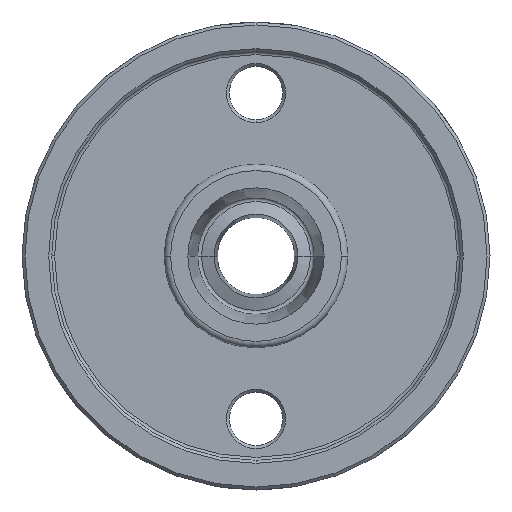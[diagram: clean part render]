
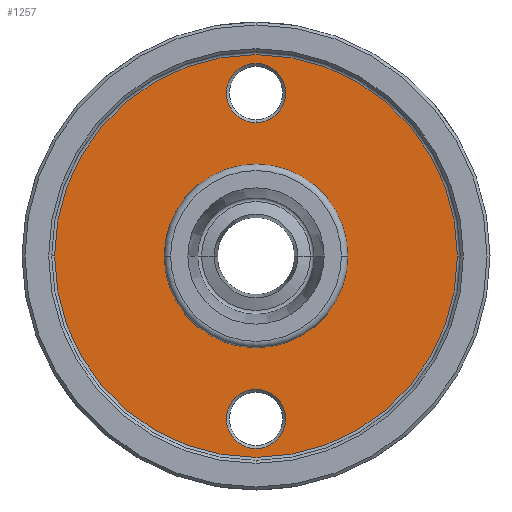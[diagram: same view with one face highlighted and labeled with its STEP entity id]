
A CAD part, front view. The second image highlights one B-rep face of the part: STEP entity #1257.
In plain terms, the highlighted planar face has unit normal (0, -1, 0).
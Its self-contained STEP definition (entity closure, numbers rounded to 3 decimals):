
#53 = DIRECTION ( 'NONE',  ( 1., 0., 0. ) ) ;
#75 = DIRECTION ( 'NONE',  ( 0., 1., 0. ) ) ;
#89 = ORIENTED_EDGE ( 'NONE', *, *, #1454, .T. ) ;
#96 = CARTESIAN_POINT ( 'NONE',  ( 39.5, 5., 27.5 ) ) ;
#128 = DIRECTION ( 'NONE',  ( 1., 0., 0. ) ) ;
#131 = DIRECTION ( 'NONE',  ( 0., 1., 0. ) ) ;
#137 = CARTESIAN_POINT ( 'NONE',  ( 39.5, 5., -27.5 ) ) ;
#138 = VERTEX_POINT ( 'NONE', #1202 ) ;
#143 = EDGE_CURVE ( 'NONE', #1633, #1166, #380, .T. ) ;
#174 = EDGE_CURVE ( 'NONE', #1597, #1328, #281, .T. ) ;
#182 = FACE_OUTER_BOUND ( 'NONE', #946, .T. ) ;
#196 = EDGE_CURVE ( 'NONE', #138, #1546, #1463, .T. ) ;
#281 = CIRCLE ( 'NONE', #505, 34. ) ;
#343 = VERTEX_POINT ( 'NONE', #860 ) ;
#380 = CIRCLE ( 'NONE', #417, 5. ) ;
#417 = AXIS2_PLACEMENT_3D ( 'NONE', #1738, #1729, #1728 ) ;
#431 = ORIENTED_EDGE ( 'NONE', *, *, #842, .T. ) ;
#476 = AXIS2_PLACEMENT_3D ( 'NONE', #1445, #1442, #1409 ) ;
#489 = ORIENTED_EDGE ( 'NONE', *, *, #196, .T. ) ;
#505 = AXIS2_PLACEMENT_3D ( 'NONE', #1543, #1537, #1529 ) ;
#511 = EDGE_LOOP ( 'NONE', ( #431, #1677 ) ) ;
#572 = FACE_BOUND ( 'NONE', #1693, .T. ) ;
#633 = AXIS2_PLACEMENT_3D ( 'NONE', #657, #649, #797 ) ;
#649 = DIRECTION ( 'NONE',  ( 0., 1., 0. ) ) ;
#657 = CARTESIAN_POINT ( 'NONE',  ( 39.5, 5., 0. ) ) ;
#662 = FACE_BOUND ( 'NONE', #511, .T. ) ;
#680 = ORIENTED_EDGE ( 'NONE', *, *, #174, .T. ) ;
#692 = CIRCLE ( 'NONE', #1774, 5. ) ;
#723 = ORIENTED_EDGE ( 'NONE', *, *, #143, .T. ) ;
#780 = AXIS2_PLACEMENT_3D ( 'NONE', #1744, #1637, #1379 ) ;
#784 = EDGE_CURVE ( 'NONE', #1328, #1597, #1690, .T. ) ;
#797 = DIRECTION ( 'NONE',  ( 1., 0., 0. ) ) ;
#839 = ORIENTED_EDGE ( 'NONE', *, *, #1456, .T. ) ;
#842 = EDGE_CURVE ( 'NONE', #343, #1066, #1497, .T. ) ;
#860 = CARTESIAN_POINT ( 'NONE',  ( 55., 5., 0. ) ) ;
#946 = EDGE_LOOP ( 'NONE', ( #680, #1093 ) ) ;
#957 = FACE_BOUND ( 'NONE', #1434, .T. ) ;
#983 = CIRCLE ( 'NONE', #780, 15.5 ) ;
#1015 = CARTESIAN_POINT ( 'NONE',  ( 5.5, 5., 0. ) ) ;
#1066 = VERTEX_POINT ( 'NONE', #1251 ) ;
#1093 = ORIENTED_EDGE ( 'NONE', *, *, #784, .T. ) ;
#1166 = VERTEX_POINT ( 'NONE', #1583 ) ;
#1178 = DIRECTION ( 'NONE',  ( 1., 0., 0. ) ) ;
#1184 = DIRECTION ( 'NONE',  ( 0., -1., 0. ) ) ;
#1194 = PLANE ( 'NONE',  #1567 ) ;
#1202 = CARTESIAN_POINT ( 'NONE',  ( 39.5, 5., -32.5 ) ) ;
#1234 = CARTESIAN_POINT ( 'NONE',  ( 5., 5., 0. ) ) ;
#1251 = CARTESIAN_POINT ( 'NONE',  ( 24., 5., 0. ) ) ;
#1257 = ADVANCED_FACE ( 'NONE', ( #957, #572, #662, #182 ), #1194, .T. ) ;
#1284 = CARTESIAN_POINT ( 'NONE',  ( 39.5, 5., 22.5 ) ) ;
#1328 = VERTEX_POINT ( 'NONE', #1015 ) ;
#1379 = DIRECTION ( 'NONE',  ( 1., 0., 0. ) ) ;
#1384 = AXIS2_PLACEMENT_3D ( 'NONE', #1494, #1490, #1484 ) ;
#1402 = CIRCLE ( 'NONE', #1679, 5. ) ;
#1409 = DIRECTION ( 'NONE',  ( 1., 0., 0. ) ) ;
#1434 = EDGE_LOOP ( 'NONE', ( #489, #89 ) ) ;
#1442 = DIRECTION ( 'NONE',  ( 0., 1., 0. ) ) ;
#1445 = CARTESIAN_POINT ( 'NONE',  ( 39.5, 5., -27.5 ) ) ;
#1454 = EDGE_CURVE ( 'NONE', #1546, #138, #692, .T. ) ;
#1456 = EDGE_CURVE ( 'NONE', #1166, #1633, #1402, .T. ) ;
#1463 = CIRCLE ( 'NONE', #476, 5. ) ;
#1484 = DIRECTION ( 'NONE',  ( 1., 0., 0. ) ) ;
#1490 = DIRECTION ( 'NONE',  ( 0., -1., 0. ) ) ;
#1494 = CARTESIAN_POINT ( 'NONE',  ( 39.5, 5., 0. ) ) ;
#1497 = CIRCLE ( 'NONE', #633, 15.5 ) ;
#1506 = CARTESIAN_POINT ( 'NONE',  ( 39.5, 5., -22.5 ) ) ;
#1514 = EDGE_CURVE ( 'NONE', #1066, #343, #983, .T. ) ;
#1529 = DIRECTION ( 'NONE',  ( 1., 0., 0. ) ) ;
#1537 = DIRECTION ( 'NONE',  ( 0., -1., 0. ) ) ;
#1543 = CARTESIAN_POINT ( 'NONE',  ( 39.5, 5., 0. ) ) ;
#1546 = VERTEX_POINT ( 'NONE', #1506 ) ;
#1567 = AXIS2_PLACEMENT_3D ( 'NONE', #1234, #1184, #1178 ) ;
#1583 = CARTESIAN_POINT ( 'NONE',  ( 39.5, 5., 32.5 ) ) ;
#1597 = VERTEX_POINT ( 'NONE', #1627 ) ;
#1627 = CARTESIAN_POINT ( 'NONE',  ( 73.5, 5., 0. ) ) ;
#1633 = VERTEX_POINT ( 'NONE', #1284 ) ;
#1637 = DIRECTION ( 'NONE',  ( 0., 1., 0. ) ) ;
#1677 = ORIENTED_EDGE ( 'NONE', *, *, #1514, .T. ) ;
#1679 = AXIS2_PLACEMENT_3D ( 'NONE', #96, #75, #53 ) ;
#1690 = CIRCLE ( 'NONE', #1384, 34. ) ;
#1693 = EDGE_LOOP ( 'NONE', ( #723, #839 ) ) ;
#1728 = DIRECTION ( 'NONE',  ( 1., 0., 0. ) ) ;
#1729 = DIRECTION ( 'NONE',  ( 0., 1., 0. ) ) ;
#1738 = CARTESIAN_POINT ( 'NONE',  ( 39.5, 5., 27.5 ) ) ;
#1744 = CARTESIAN_POINT ( 'NONE',  ( 39.5, 5., 0. ) ) ;
#1774 = AXIS2_PLACEMENT_3D ( 'NONE', #137, #131, #128 ) ;
